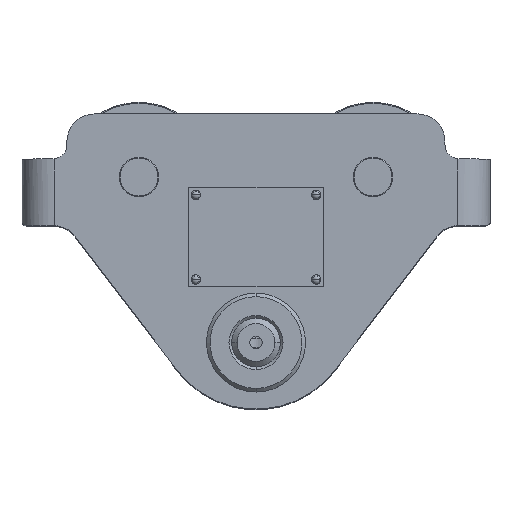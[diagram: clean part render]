
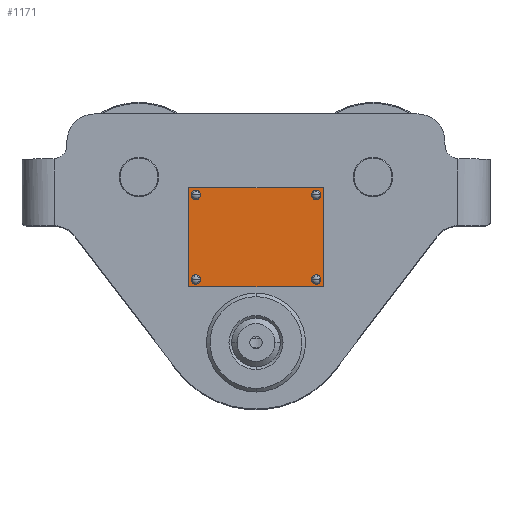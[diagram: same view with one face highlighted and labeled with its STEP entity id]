
A CAD part, top view. The second image highlights one B-rep face of the part: STEP entity #1171.
In plain terms, the highlighted planar face has unit normal (0, 0, 1).
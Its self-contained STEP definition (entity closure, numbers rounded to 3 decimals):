
#1171 = ADVANCED_FACE ( 'NONE', ( #5253, #5254, #5255, #5256, #5257 ), #4917, .F. ) ;
#1190 = EDGE_CURVE ( 'NONE', #2652, #2651, #5286, .T. ) ;
#1193 = EDGE_CURVE ( 'NONE', #2651, #2643, #5289, .T. ) ;
#1196 = EDGE_CURVE ( 'NONE', #2643, #2635, #5292, .T. ) ;
#1199 = EDGE_CURVE ( 'NONE', #2443, #2441, #13834, .T. ) ;
#1200 = EDGE_CURVE ( 'NONE', #2441, #2443, #13814, .T. ) ;
#1201 = EDGE_CURVE ( 'NONE', #2447, #2445, #13817, .T. ) ;
#1202 = EDGE_CURVE ( 'NONE', #2445, #2447, #13818, .T. ) ;
#1203 = EDGE_CURVE ( 'NONE', #2451, #2449, #13836, .T. ) ;
#1204 = EDGE_CURVE ( 'NONE', #2449, #2451, #13826, .T. ) ;
#1205 = EDGE_CURVE ( 'NONE', #2455, #2453, #13821, .T. ) ;
#1206 = EDGE_CURVE ( 'NONE', #2453, #2455, #13815, .T. ) ;
#1207 = EDGE_CURVE ( 'NONE', #2635, #2652, #5295, .T. ) ;
#2077 = EDGE_LOOP ( 'NONE', ( #2121, #2123 ) ) ;
#2078 = EDGE_LOOP ( 'NONE', ( #2124, #2125 ) ) ;
#2079 = EDGE_LOOP ( 'NONE', ( #2126, #2127 ) ) ;
#2080 = EDGE_LOOP ( 'NONE', ( #2128, #2130 ) ) ;
#2081 = EDGE_LOOP ( 'NONE', ( #2132, #2131, #2129, #2133 ) ) ;
#2121 = ORIENTED_EDGE ( 'NONE', *, *, #1200, .F. ) ;
#2123 = ORIENTED_EDGE ( 'NONE', *, *, #1199, .F. ) ;
#2124 = ORIENTED_EDGE ( 'NONE', *, *, #1202, .F. ) ;
#2125 = ORIENTED_EDGE ( 'NONE', *, *, #1201, .F. ) ;
#2126 = ORIENTED_EDGE ( 'NONE', *, *, #1204, .F. ) ;
#2127 = ORIENTED_EDGE ( 'NONE', *, *, #1203, .F. ) ;
#2128 = ORIENTED_EDGE ( 'NONE', *, *, #1206, .F. ) ;
#2129 = ORIENTED_EDGE ( 'NONE', *, *, #1190, .T. ) ;
#2130 = ORIENTED_EDGE ( 'NONE', *, *, #1205, .F. ) ;
#2131 = ORIENTED_EDGE ( 'NONE', *, *, #1207, .T. ) ;
#2132 = ORIENTED_EDGE ( 'NONE', *, *, #1196, .T. ) ;
#2133 = ORIENTED_EDGE ( 'NONE', *, *, #1193, .T. ) ;
#2441 = VERTEX_POINT ( 'NONE', #8210 ) ;
#2443 = VERTEX_POINT ( 'NONE', #8212 ) ;
#2445 = VERTEX_POINT ( 'NONE', #8214 ) ;
#2447 = VERTEX_POINT ( 'NONE', #8216 ) ;
#2449 = VERTEX_POINT ( 'NONE', #8218 ) ;
#2451 = VERTEX_POINT ( 'NONE', #8220 ) ;
#2453 = VERTEX_POINT ( 'NONE', #8222 ) ;
#2455 = VERTEX_POINT ( 'NONE', #8224 ) ;
#2635 = VERTEX_POINT ( 'NONE', #8404 ) ;
#2643 = VERTEX_POINT ( 'NONE', #8412 ) ;
#2651 = VERTEX_POINT ( 'NONE', #8420 ) ;
#2652 = VERTEX_POINT ( 'NONE', #8421 ) ;
#4917 = PLANE ( 'NONE',  #13883 ) ;
#4918 = CARTESIAN_POINT ( 'NONE',  ( 84.5, -41., 225.5 ) ) ;
#4919 = DIRECTION ( 'NONE',  ( 0., 0., -1. ) ) ;
#4920 = DIRECTION ( 'NONE',  ( -1., 0., 0. ) ) ;
#4974 = CARTESIAN_POINT ( 'NONE',  ( 159.5, -96., 225.5 ) ) ;
#4975 = DIRECTION ( 'NONE',  ( 0., 1., 0. ) ) ;
#4980 = CARTESIAN_POINT ( 'NONE',  ( 84.5, -41., 225.5 ) ) ;
#4981 = DIRECTION ( 'NONE',  ( -1., 0., 0. ) ) ;
#4986 = CARTESIAN_POINT ( 'NONE',  ( 84.5, -96., 225.5 ) ) ;
#4987 = DIRECTION ( 'NONE',  ( 0., -1., 0. ) ) ;
#4992 = CARTESIAN_POINT ( 'NONE',  ( 155.5, -92., 225.5 ) ) ;
#4993 = DIRECTION ( 'NONE',  ( 0., 0., 1. ) ) ;
#4994 = DIRECTION ( 'NONE',  ( 1., 0., 0. ) ) ;
#4995 = CARTESIAN_POINT ( 'NONE',  ( 155.5, -92., 225.5 ) ) ;
#4996 = DIRECTION ( 'NONE',  ( 0., 0., 1. ) ) ;
#4997 = DIRECTION ( 'NONE',  ( 1., 0., 0. ) ) ;
#4998 = CARTESIAN_POINT ( 'NONE',  ( 88.5, -92., 225.5 ) ) ;
#4999 = DIRECTION ( 'NONE',  ( 0., 0., 1. ) ) ;
#5000 = DIRECTION ( 'NONE',  ( 1., 0., 0. ) ) ;
#5001 = CARTESIAN_POINT ( 'NONE',  ( 88.5, -92., 225.5 ) ) ;
#5002 = DIRECTION ( 'NONE',  ( 0., 0., 1. ) ) ;
#5003 = DIRECTION ( 'NONE',  ( 1., 0., 0. ) ) ;
#5004 = CARTESIAN_POINT ( 'NONE',  ( 155.5, -45., 225.5 ) ) ;
#5005 = DIRECTION ( 'NONE',  ( 0., 0., 1. ) ) ;
#5006 = DIRECTION ( 'NONE',  ( 1., 0., 0. ) ) ;
#5007 = CARTESIAN_POINT ( 'NONE',  ( 155.5, -45., 225.5 ) ) ;
#5008 = DIRECTION ( 'NONE',  ( 0., 0., 1. ) ) ;
#5009 = DIRECTION ( 'NONE',  ( 1., 0., 0. ) ) ;
#5010 = CARTESIAN_POINT ( 'NONE',  ( 88.5, -45., 225.5 ) ) ;
#5011 = DIRECTION ( 'NONE',  ( 0., 0., 1. ) ) ;
#5012 = DIRECTION ( 'NONE',  ( 1., 0., 0. ) ) ;
#5013 = CARTESIAN_POINT ( 'NONE',  ( 88.5, -45., 225.5 ) ) ;
#5014 = DIRECTION ( 'NONE',  ( 0., 0., 1. ) ) ;
#5015 = DIRECTION ( 'NONE',  ( 1., 0., 0. ) ) ;
#5016 = CARTESIAN_POINT ( 'NONE',  ( 84.5, -96., 225.5 ) ) ;
#5017 = DIRECTION ( 'NONE',  ( 1., 0., 0. ) ) ;
#5253 = FACE_BOUND ( 'NONE', #2077, .T. ) ;
#5254 = FACE_BOUND ( 'NONE', #2078, .T. ) ;
#5255 = FACE_BOUND ( 'NONE', #2079, .T. ) ;
#5256 = FACE_BOUND ( 'NONE', #2080, .T. ) ;
#5257 = FACE_OUTER_BOUND ( 'NONE', #2081, .T. ) ;
#5286 = LINE ( 'NONE', #4974, #13874 ) ;
#5289 = LINE ( 'NONE', #4980, #13863 ) ;
#5292 = LINE ( 'NONE', #4986, #13904 ) ;
#5295 = LINE ( 'NONE', #5016, #13832 ) ;
#8210 = CARTESIAN_POINT ( 'NONE',  ( 157.25, -92., 225.5 ) ) ;
#8212 = CARTESIAN_POINT ( 'NONE',  ( 153.75, -92., 225.5 ) ) ;
#8214 = CARTESIAN_POINT ( 'NONE',  ( 90.25, -92., 225.5 ) ) ;
#8216 = CARTESIAN_POINT ( 'NONE',  ( 86.75, -92., 225.5 ) ) ;
#8218 = CARTESIAN_POINT ( 'NONE',  ( 157.25, -45., 225.5 ) ) ;
#8220 = CARTESIAN_POINT ( 'NONE',  ( 153.75, -45., 225.5 ) ) ;
#8222 = CARTESIAN_POINT ( 'NONE',  ( 90.25, -45., 225.5 ) ) ;
#8224 = CARTESIAN_POINT ( 'NONE',  ( 86.75, -45., 225.5 ) ) ;
#8404 = CARTESIAN_POINT ( 'NONE',  ( 84.5, -96., 225.5 ) ) ;
#8412 = CARTESIAN_POINT ( 'NONE',  ( 84.5, -41., 225.5 ) ) ;
#8420 = CARTESIAN_POINT ( 'NONE',  ( 159.5, -41., 225.5 ) ) ;
#8421 = CARTESIAN_POINT ( 'NONE',  ( 159.5, -96., 225.5 ) ) ;
#13814 = CIRCLE ( 'NONE', #13824, 1.75 ) ;
#13815 = CIRCLE ( 'NONE', #13831, 1.75 ) ;
#13817 = CIRCLE ( 'NONE', #13823, 1.75 ) ;
#13818 = CIRCLE ( 'NONE', #13820, 1.75 ) ;
#13819 = AXIS2_PLACEMENT_3D ( 'NONE', #4992, #4993, #4994 ) ;
#13820 = AXIS2_PLACEMENT_3D ( 'NONE', #5001, #5002, #5003 ) ;
#13821 = CIRCLE ( 'NONE', #13829, 1.75 ) ;
#13823 = AXIS2_PLACEMENT_3D ( 'NONE', #4998, #4999, #5000 ) ;
#13824 = AXIS2_PLACEMENT_3D ( 'NONE', #4995, #4996, #4997 ) ;
#13825 = AXIS2_PLACEMENT_3D ( 'NONE', #5004, #5005, #5006 ) ;
#13826 = CIRCLE ( 'NONE', #13827, 1.75 ) ;
#13827 = AXIS2_PLACEMENT_3D ( 'NONE', #5007, #5008, #5009 ) ;
#13829 = AXIS2_PLACEMENT_3D ( 'NONE', #5010, #5011, #5012 ) ;
#13831 = AXIS2_PLACEMENT_3D ( 'NONE', #5013, #5014, #5015 ) ;
#13832 = VECTOR ( 'NONE', #5017, 1000. ) ;
#13834 = CIRCLE ( 'NONE', #13819, 1.75 ) ;
#13836 = CIRCLE ( 'NONE', #13825, 1.75 ) ;
#13863 = VECTOR ( 'NONE', #4981, 1000. ) ;
#13874 = VECTOR ( 'NONE', #4975, 1000. ) ;
#13883 = AXIS2_PLACEMENT_3D ( 'NONE', #4918, #4919, #4920 ) ;
#13904 = VECTOR ( 'NONE', #4987, 1000. ) ;
